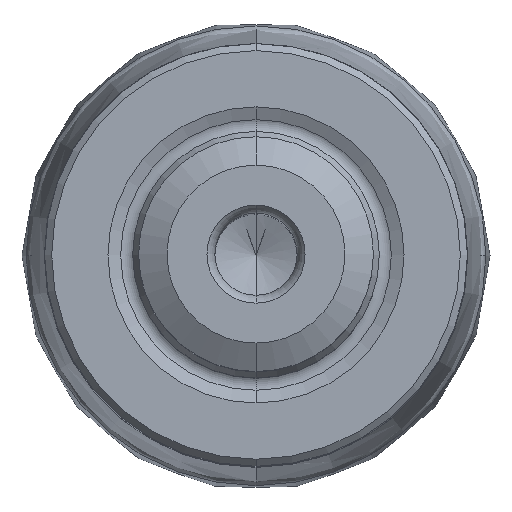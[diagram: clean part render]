
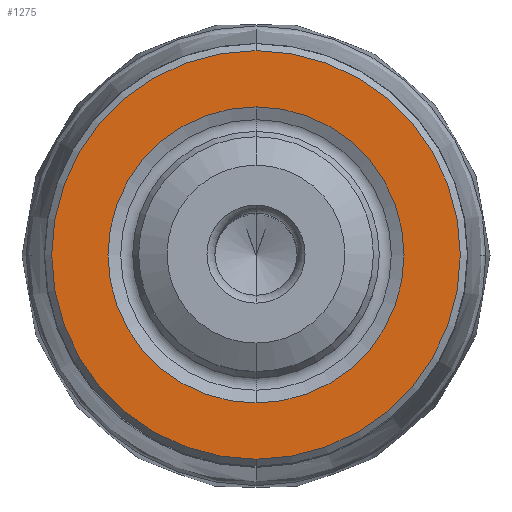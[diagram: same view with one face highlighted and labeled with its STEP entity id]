
A CAD part, top view. The second image highlights one B-rep face of the part: STEP entity #1275.
In plain terms, the highlighted face is planar.
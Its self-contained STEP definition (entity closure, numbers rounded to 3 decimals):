
#170=CARTESIAN_POINT('',(0.,0.,0.));
#171=DIRECTION('',(0.,0.,1.));
#172=DIRECTION('',(0.,1.,0.));
#173=AXIS2_PLACEMENT_3D('',#170,#171,#172);
#178=CARTESIAN_POINT('',(0.,0.,0.));
#179=DIRECTION('',(0.,0.,-1.));
#180=DIRECTION('',(0.,1.,0.));
#181=AXIS2_PLACEMENT_3D('',#178,#179,#180);
#186=CARTESIAN_POINT('',(0.,0.,0.));
#187=DIRECTION('',(0.,0.,-1.));
#188=DIRECTION('',(0.,1.,0.));
#189=AXIS2_PLACEMENT_3D('',#186,#187,#188);
#194=CARTESIAN_POINT('',(0.,0.,0.));
#195=DIRECTION('',(0.,0.,1.));
#196=DIRECTION('',(0.,1.,0.));
#197=AXIS2_PLACEMENT_3D('',#194,#195,#196);
#998=CARTESIAN_POINT('',(0.,6.304,0.));
#999=VERTEX_POINT('',#998);
#1028=CARTESIAN_POINT('',(0.,-6.304,0.));
#1029=VERTEX_POINT('',#1028);
#1030=CARTESIAN_POINT('',(0.,8.7,0.));
#1032=VERTEX_POINT('',#1030);
#1034=CARTESIAN_POINT('',(0.,-8.7,0.));
#1036=VERTEX_POINT('',#1034);
#1260=CARTESIAN_POINT('',(0.,0.,0.));
#1261=DIRECTION('',(0.,0.,-1.));
#1262=DIRECTION('',(0.,-1.,0.));
#1263=AXIS2_PLACEMENT_3D('',#1260,#1261,#1262);
#1264=PLANE('',#1263);
#1265=ORIENTED_EDGE('',*,*,#1242,.T.);
#1266=ORIENTED_EDGE('',*,*,#1253,.F.);
#1267=EDGE_LOOP('',(#1265,#1266));
#1268=FACE_OUTER_BOUND('',#1267,.F.);
#1270=ORIENTED_EDGE('',*,*,#1269,.T.);
#1272=ORIENTED_EDGE('',*,*,#1271,.F.);
#1273=EDGE_LOOP('',(#1270,#1272));
#1274=FACE_BOUND('',#1273,.F.);
#174=CIRCLE('',#173,8.7);
#182=CIRCLE('',#181,8.7);
#190=CIRCLE('',#189,6.304);
#198=CIRCLE('',#197,6.304);
#1242=EDGE_CURVE('',#1032,#1036,#174,.T.);
#1253=EDGE_CURVE('',#1032,#1036,#182,.T.);
#1269=EDGE_CURVE('',#999,#1029,#190,.T.);
#1271=EDGE_CURVE('',#999,#1029,#198,.T.);
#1275=ADVANCED_FACE('',(#1268,#1274),#1264,.T.);
